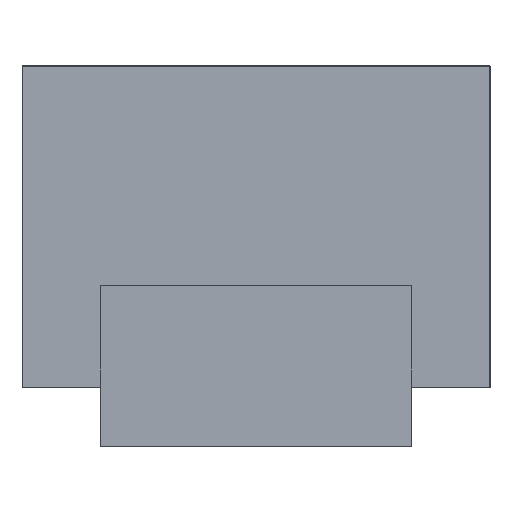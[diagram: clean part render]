
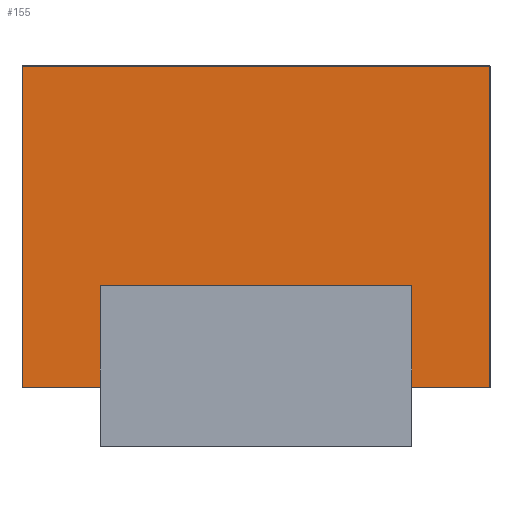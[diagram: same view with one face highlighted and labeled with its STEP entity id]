
A CAD part, left-side view. The second image highlights one B-rep face of the part: STEP entity #155.
In plain terms, the highlighted planar face has unit normal (-1, 0, 0).
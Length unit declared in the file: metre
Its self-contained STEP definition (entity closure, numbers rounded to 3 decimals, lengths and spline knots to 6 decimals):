
#121 = EDGE_CURVE( '', #301, #302, #303, .T. );
#127 = EDGE_CURVE( '', #301, #312, #313, .T. );
#155 = ADVANCED_FACE( '', ( #358 ), #359, .F. );
#159 = EDGE_CURVE( '', #312, #363, #364, .T. );
#215 = EDGE_CURVE( '', #302, #363, #437, .T. );
#301 = VERTEX_POINT( '', #528 );
#302 = VERTEX_POINT( '', #529 );
#303 = LINE( '', #530, #531 );
#312 = VERTEX_POINT( '', #545 );
#313 = LINE( '', #546, #547 );
#358 = FACE_OUTER_BOUND( '', #606, .T. );
#359 = PLANE( '', #607 );
#363 = VERTEX_POINT( '', #614 );
#364 = LINE( '', #615, #616 );
#437 = LINE( '', #728, #729 );
#528 = CARTESIAN_POINT( '', ( -0.0008, -0.0004, 0.0001 ) );
#529 = CARTESIAN_POINT( '', ( -0.0008, 0.0004, 0.0001 ) );
#530 = CARTESIAN_POINT( '', ( -0.0008, -0.0004, 0.0001 ) );
#531 = VECTOR( '', #828, 1. );
#545 = CARTESIAN_POINT( '', ( -0.0008, -0.0004, 0.00065 ) );
#546 = CARTESIAN_POINT( '', ( -0.0008, -0.0004, 0.0001 ) );
#547 = VECTOR( '', #831, 1. );
#606 = EDGE_LOOP( '', ( #888, #889, #890, #891 ) );
#607 = AXIS2_PLACEMENT_3D( '', #892, #893, #894 );
#614 = CARTESIAN_POINT( '', ( -0.0008, 0.0004, 0.00065 ) );
#615 = CARTESIAN_POINT( '', ( -0.0008, -0.0004, 0.00065 ) );
#616 = VECTOR( '', #896, 1. );
#728 = CARTESIAN_POINT( '', ( -0.0008, 0.0004, 0.0001 ) );
#729 = VECTOR( '', #980, 1. );
#828 = DIRECTION( '', ( 0., 1., 0. ) );
#831 = DIRECTION( '', ( 0., 0., 1. ) );
#888 = ORIENTED_EDGE( '', *, *, #159, .T. );
#889 = ORIENTED_EDGE( '', *, *, #215, .F. );
#890 = ORIENTED_EDGE( '', *, *, #121, .F. );
#891 = ORIENTED_EDGE( '', *, *, #127, .T. );
#892 = CARTESIAN_POINT( '', ( -0.0008, -0.0004, 0.0001 ) );
#893 = DIRECTION( '', ( 1., 0., 0. ) );
#894 = DIRECTION( '', ( 0., 1., 0. ) );
#896 = DIRECTION( '', ( 0., 1., 0. ) );
#980 = DIRECTION( '', ( 0., 0., 1. ) );
